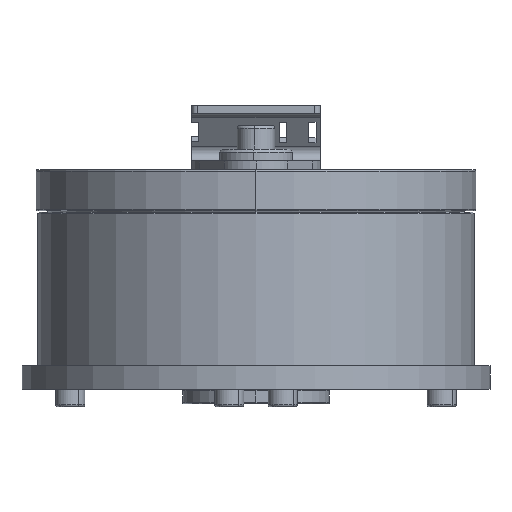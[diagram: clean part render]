
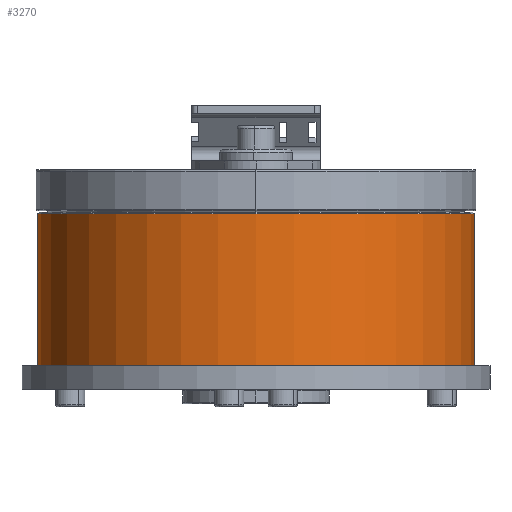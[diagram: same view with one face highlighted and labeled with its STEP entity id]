
A CAD part, left-side view. The second image highlights one B-rep face of the part: STEP entity #3270.
In plain terms, the highlighted cylindrical face has radius 74.5 mm (diameter 149 mm), a partial arc.
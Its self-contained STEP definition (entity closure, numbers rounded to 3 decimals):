
#575 = EDGE_CURVE ( 'NONE', #1994, #11909, #7002, .T. ) ;
#686 = CARTESIAN_POINT ( 'NONE',  ( 0., 0., 13. ) ) ;
#1711 = DIRECTION ( 'NONE',  ( 0., 1., 0. ) ) ;
#1789 = DIRECTION ( 'NONE',  ( 0., 1., 0. ) ) ;
#1912 = DIRECTION ( 'NONE',  ( 0., 0., -1. ) ) ;
#1953 = DIRECTION ( 'NONE',  ( 0., 0., -1. ) ) ;
#1994 = VERTEX_POINT ( 'NONE', #8679 ) ;
#2672 = CARTESIAN_POINT ( 'NONE',  ( 0., 74.5, 65. ) ) ;
#2731 = FACE_OUTER_BOUND ( 'NONE', #11554, .T. ) ;
#2805 = CARTESIAN_POINT ( 'NONE',  ( 0., 0., 65.5 ) ) ;
#3041 = CARTESIAN_POINT ( 'NONE',  ( 0., 74.5, 13. ) ) ;
#3265 = VECTOR ( 'NONE', #1912, 1000. ) ;
#3270 = ADVANCED_FACE ( 'NONE', ( #2731 ), #8071, .T. ) ;
#3829 = LINE ( 'NONE', #9755, #9523 ) ;
#3974 = AXIS2_PLACEMENT_3D ( 'NONE', #5212, #1953, #13837 ) ;
#4402 = DIRECTION ( 'NONE',  ( 0., 0., -1. ) ) ;
#4900 = AXIS2_PLACEMENT_3D ( 'NONE', #2805, #8130, #1711 ) ;
#5124 = ORIENTED_EDGE ( 'NONE', *, *, #8644, .F. ) ;
#5212 = CARTESIAN_POINT ( 'NONE',  ( 0., 0., 65. ) ) ;
#5731 = ORIENTED_EDGE ( 'NONE', *, *, #575, .T. ) ;
#5841 = VERTEX_POINT ( 'NONE', #10564 ) ;
#6098 = LINE ( 'NONE', #9396, #3265 ) ;
#7002 = CIRCLE ( 'NONE', #3974, 74.5 ) ;
#8071 = CYLINDRICAL_SURFACE ( 'NONE', #4900, 74.5 ) ;
#8130 = DIRECTION ( 'NONE',  ( 0., 0., -1. ) ) ;
#8193 = DIRECTION ( 'NONE',  ( 0., 0., -1. ) ) ;
#8644 = EDGE_CURVE ( 'NONE', #5841, #10219, #13851, .T. ) ;
#8679 = CARTESIAN_POINT ( 'NONE',  ( 0., -74.5, 65. ) ) ;
#9167 = AXIS2_PLACEMENT_3D ( 'NONE', #686, #8193, #1789 ) ;
#9396 = CARTESIAN_POINT ( 'NONE',  ( 0., -74.5, 65.5 ) ) ;
#9435 = EDGE_CURVE ( 'NONE', #11909, #10219, #3829, .T. ) ;
#9523 = VECTOR ( 'NONE', #4402, 1000. ) ;
#9755 = CARTESIAN_POINT ( 'NONE',  ( 0., 74.5, 65.5 ) ) ;
#10219 = VERTEX_POINT ( 'NONE', #3041 ) ;
#10564 = CARTESIAN_POINT ( 'NONE',  ( 0., -74.5, 13. ) ) ;
#10774 = ORIENTED_EDGE ( 'NONE', *, *, #9435, .T. ) ;
#11554 = EDGE_LOOP ( 'NONE', ( #12976, #5731, #10774, #5124 ) ) ;
#11568 = EDGE_CURVE ( 'NONE', #1994, #5841, #6098, .T. ) ;
#11909 = VERTEX_POINT ( 'NONE', #2672 ) ;
#12976 = ORIENTED_EDGE ( 'NONE', *, *, #11568, .F. ) ;
#13837 = DIRECTION ( 'NONE',  ( 0., -1., 0. ) ) ;
#13851 = CIRCLE ( 'NONE', #9167, 74.5 ) ;
